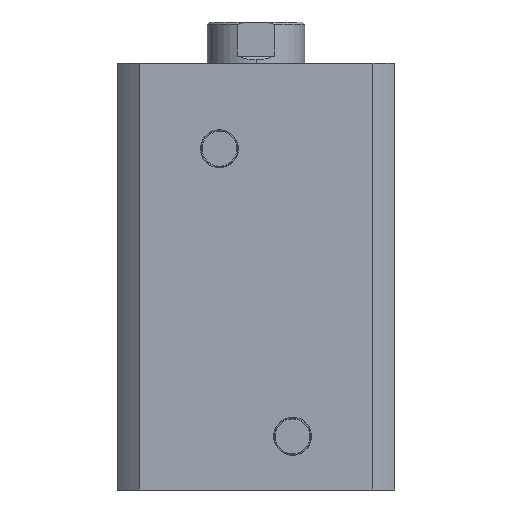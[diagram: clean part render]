
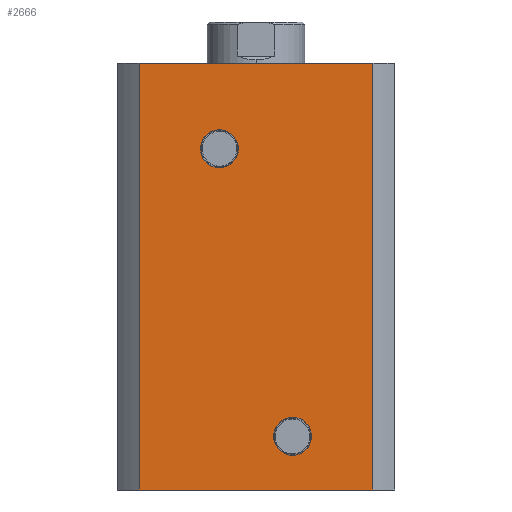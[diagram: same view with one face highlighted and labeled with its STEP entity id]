
A CAD part, left-side view. The second image highlights one B-rep face of the part: STEP entity #2666.
In plain terms, the highlighted planar face has unit normal (-1, 0, 0).
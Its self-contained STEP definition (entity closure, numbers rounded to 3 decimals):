
#20 = VERTEX_POINT ( 'NONE', #1478 ) ;
#22 = VERTEX_POINT ( 'NONE', #1429 ) ;
#30 = VERTEX_POINT ( 'NONE', #1506 ) ;
#31 = VERTEX_POINT ( 'NONE', #1507 ) ;
#33 = ORIENTED_EDGE ( 'NONE', *, *, #1547, .F. ) ;
#34 = ORIENTED_EDGE ( 'NONE', *, *, #1678, .T. ) ;
#35 = ORIENTED_EDGE ( 'NONE', *, *, #1679, .F. ) ;
#36 = ORIENTED_EDGE ( 'NONE', *, *, #1680, .F. ) ;
#37 = ORIENTED_EDGE ( 'NONE', *, *, #1674, .T. ) ;
#232 = ORIENTED_EDGE ( 'NONE', *, *, #1677, .F. ) ;
#233 = ORIENTED_EDGE ( 'NONE', *, *, #1539, .F. ) ;
#234 = ORIENTED_EDGE ( 'NONE', *, *, #1676, .F. ) ;
#323 = CIRCLE ( 'NONE', #1525, 7.797 ) ;
#343 = CIRCLE ( 'NONE', #3608, 7.797 ) ;
#557 = LINE ( 'NONE', #1860, #559 ) ;
#558 = LINE ( 'NONE', #1875, #568 ) ;
#559 = VECTOR ( 'NONE', #1854, 1000. ) ;
#560 = CIRCLE ( 'NONE', #2859, 7.797 ) ;
#561 = CIRCLE ( 'NONE', #2858, 7.797 ) ;
#562 = LINE ( 'NONE', #1869, #564 ) ;
#563 = LINE ( 'NONE', #1879, #566 ) ;
#564 = VECTOR ( 'NONE', #1870, 1000. ) ;
#566 = VECTOR ( 'NONE', #1881, 1000. ) ;
#568 = VECTOR ( 'NONE', #1882, 1000. ) ;
#1005 = DIRECTION ( 'NONE',  ( 1., 0., 0. ) ) ;
#1010 = CARTESIAN_POINT ( 'NONE',  ( -57., 0., 175. ) ) ;
#1012 = PLANE ( 'NONE',  #3515 ) ;
#1014 = DIRECTION ( 'NONE',  ( 0., 1., 0. ) ) ;
#1270 = CARTESIAN_POINT ( 'NONE',  ( -57., 15., 132.203 ) ) ;
#1277 = CARTESIAN_POINT ( 'NONE',  ( -57., -15., 14.203 ) ) ;
#1296 = CARTESIAN_POINT ( 'NONE',  ( -57., 15., 147.797 ) ) ;
#1297 = CARTESIAN_POINT ( 'NONE',  ( -57., -15., 29.797 ) ) ;
#1421 = DIRECTION ( 'NONE',  ( 0., 0., 1. ) ) ;
#1429 = CARTESIAN_POINT ( 'NONE',  ( -57., 47.971, 175. ) ) ;
#1453 = CARTESIAN_POINT ( 'NONE',  ( -57., -15., 22. ) ) ;
#1457 = DIRECTION ( 'NONE',  ( -1., 0., 0. ) ) ;
#1458 = DIRECTION ( 'NONE',  ( 0., 0., 1. ) ) ;
#1460 = DIRECTION ( 'NONE',  ( -1., 0., 0. ) ) ;
#1462 = CARTESIAN_POINT ( 'NONE',  ( -57., 15., 140. ) ) ;
#1478 = CARTESIAN_POINT ( 'NONE',  ( -57., -47.971, 175. ) ) ;
#1506 = CARTESIAN_POINT ( 'NONE',  ( -57., 47.971, 0. ) ) ;
#1507 = CARTESIAN_POINT ( 'NONE',  ( -57., -47.971, 0. ) ) ;
#1525 = AXIS2_PLACEMENT_3D ( 'NONE', #1453, #1457, #1421 ) ;
#1539 = EDGE_CURVE ( 'NONE', #3617, #3669, #323, .T. ) ;
#1547 = EDGE_CURVE ( 'NONE', #3612, #3668, #343, .T. ) ;
#1674 = EDGE_CURVE ( 'NONE', #22, #30, #557, .T. ) ;
#1676 = EDGE_CURVE ( 'NONE', #3669, #3617, #560, .T. ) ;
#1677 = EDGE_CURVE ( 'NONE', #3668, #3612, #561, .T. ) ;
#1678 = EDGE_CURVE ( 'NONE', #30, #31, #562, .T. ) ;
#1679 = EDGE_CURVE ( 'NONE', #20, #31, #563, .T. ) ;
#1680 = EDGE_CURVE ( 'NONE', #22, #20, #558, .T. ) ;
#1854 = DIRECTION ( 'NONE',  ( 0., 0., -1. ) ) ;
#1860 = CARTESIAN_POINT ( 'NONE',  ( -57., 47.971, 175. ) ) ;
#1869 = CARTESIAN_POINT ( 'NONE',  ( -57., 0., 0. ) ) ;
#1870 = DIRECTION ( 'NONE',  ( 0., -1., 0. ) ) ;
#1871 = CARTESIAN_POINT ( 'NONE',  ( -57., -15., 22. ) ) ;
#1872 = DIRECTION ( 'NONE',  ( -1., 0., 0. ) ) ;
#1873 = DIRECTION ( 'NONE',  ( 0., 0., 1. ) ) ;
#1875 = CARTESIAN_POINT ( 'NONE',  ( -57., 0., 175. ) ) ;
#1876 = CARTESIAN_POINT ( 'NONE',  ( -57., 15., 140. ) ) ;
#1877 = DIRECTION ( 'NONE',  ( -1., 0., 0. ) ) ;
#1878 = DIRECTION ( 'NONE',  ( 0., 0., 1. ) ) ;
#1879 = CARTESIAN_POINT ( 'NONE',  ( -57., -47.971, 175. ) ) ;
#1881 = DIRECTION ( 'NONE',  ( 0., 0., -1. ) ) ;
#1882 = DIRECTION ( 'NONE',  ( 0., -1., 0. ) ) ;
#2367 = FACE_OUTER_BOUND ( 'NONE', #3346, .T. ) ;
#2372 = FACE_BOUND ( 'NONE', #3347, .T. ) ;
#2375 = FACE_BOUND ( 'NONE', #3352, .T. ) ;
#2666 = ADVANCED_FACE ( 'NONE', ( #2372, #2375, #2367 ), #1012, .F. ) ;
#2858 = AXIS2_PLACEMENT_3D ( 'NONE', #1876, #1877, #1878 ) ;
#2859 = AXIS2_PLACEMENT_3D ( 'NONE', #1871, #1872, #1873 ) ;
#3346 = EDGE_LOOP ( 'NONE', ( #34, #35, #36, #37 ) ) ;
#3347 = EDGE_LOOP ( 'NONE', ( #234, #233 ) ) ;
#3352 = EDGE_LOOP ( 'NONE', ( #232, #33 ) ) ;
#3515 = AXIS2_PLACEMENT_3D ( 'NONE', #1010, #1005, #1014 ) ;
#3608 = AXIS2_PLACEMENT_3D ( 'NONE', #1462, #1460, #1458 ) ;
#3612 = VERTEX_POINT ( 'NONE', #1270 ) ;
#3617 = VERTEX_POINT ( 'NONE', #1277 ) ;
#3668 = VERTEX_POINT ( 'NONE', #1296 ) ;
#3669 = VERTEX_POINT ( 'NONE', #1297 ) ;
